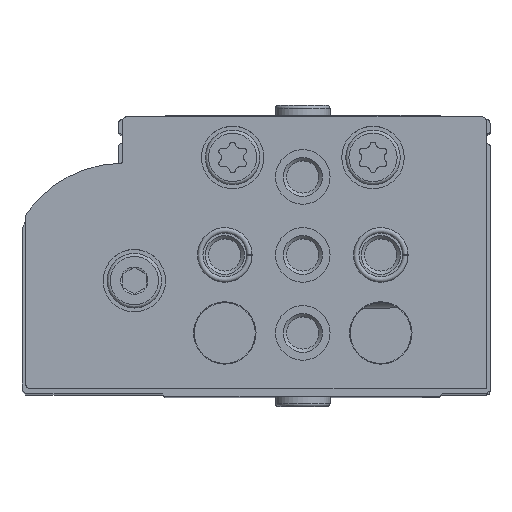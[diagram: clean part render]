
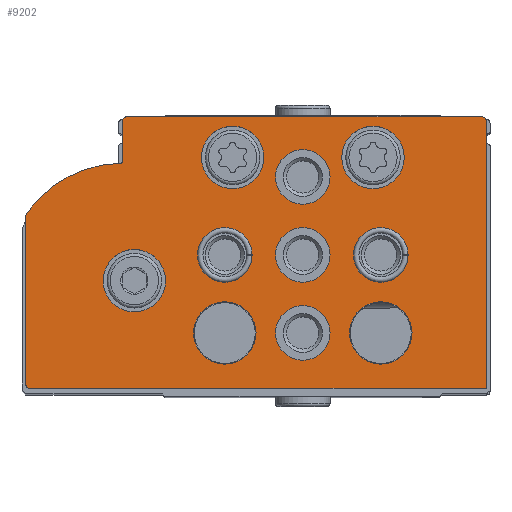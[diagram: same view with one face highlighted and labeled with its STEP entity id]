
A CAD part, top view. The second image highlights one B-rep face of the part: STEP entity #9202.
In plain terms, the highlighted face is planar.
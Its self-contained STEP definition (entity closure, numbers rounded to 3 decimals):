
#916=LINE('',#15576,#1582);
#918=LINE('',#15580,#1584);
#921=LINE('',#15588,#1587);
#926=LINE('',#15604,#1592);
#929=LINE('',#15612,#1595);
#1582=VECTOR('',#12590,1000.);
#1584=VECTOR('',#12594,1000.);
#1587=VECTOR('',#12603,1000.);
#1592=VECTOR('',#12622,1000.);
#1595=VECTOR('',#12631,1000.);
#3416=ORIENTED_EDGE('',*,*,#5096,.T.);
#3417=ORIENTED_EDGE('',*,*,#5097,.T.);
#3418=ORIENTED_EDGE('',*,*,#5098,.T.);
#3419=ORIENTED_EDGE('',*,*,#5099,.T.);
#3420=ORIENTED_EDGE('',*,*,#5100,.T.);
#3421=ORIENTED_EDGE('',*,*,#5101,.T.);
#3422=ORIENTED_EDGE('',*,*,#5102,.T.);
#3423=ORIENTED_EDGE('',*,*,#5103,.T.);
#3424=ORIENTED_EDGE('',*,*,#5104,.T.);
#3425=ORIENTED_EDGE('',*,*,#5105,.T.);
#3426=ORIENTED_EDGE('',*,*,#5073,.F.);
#3427=ORIENTED_EDGE('',*,*,#5094,.F.);
#3428=ORIENTED_EDGE('',*,*,#5092,.F.);
#3429=ORIENTED_EDGE('',*,*,#5090,.F.);
#3430=ORIENTED_EDGE('',*,*,#5088,.T.);
#3431=ORIENTED_EDGE('',*,*,#5086,.F.);
#3432=ORIENTED_EDGE('',*,*,#5084,.F.);
#3433=ORIENTED_EDGE('',*,*,#5082,.F.);
#3434=ORIENTED_EDGE('',*,*,#5080,.F.);
#3435=ORIENTED_EDGE('',*,*,#5078,.F.);
#3436=ORIENTED_EDGE('',*,*,#5076,.F.);
#5073=EDGE_CURVE('',#6093,#6094,#6683,.T.);
#5076=EDGE_CURVE('',#6094,#6095,#916,.T.);
#5078=EDGE_CURVE('',#6095,#6096,#918,.T.);
#5080=EDGE_CURVE('',#6096,#6097,#6684,.T.);
#5082=EDGE_CURVE('',#6097,#6098,#921,.T.);
#5084=EDGE_CURVE('',#6098,#6099,#6685,.T.);
#5086=EDGE_CURVE('',#6099,#6100,#6686,.T.);
#5088=EDGE_CURVE('',#6101,#6100,#6687,.T.);
#5090=EDGE_CURVE('',#6101,#6102,#926,.T.);
#5092=EDGE_CURVE('',#6102,#6103,#6688,.T.);
#5094=EDGE_CURVE('',#6103,#6093,#929,.T.);
#5096=EDGE_CURVE('',#6104,#6104,#6689,.T.);
#5097=EDGE_CURVE('',#6105,#6105,#6690,.T.);
#5098=EDGE_CURVE('',#6106,#6106,#6691,.T.);
#5099=EDGE_CURVE('',#6107,#6107,#6692,.T.);
#5100=EDGE_CURVE('',#6108,#6108,#6693,.T.);
#5101=EDGE_CURVE('',#6109,#6109,#6694,.T.);
#5102=EDGE_CURVE('',#6110,#6110,#6695,.T.);
#5103=EDGE_CURVE('',#6111,#6111,#6696,.T.);
#5104=EDGE_CURVE('',#6112,#6112,#6697,.T.);
#5105=EDGE_CURVE('',#6113,#6113,#6698,.T.);
#6093=VERTEX_POINT('',#15571);
#6094=VERTEX_POINT('',#15572);
#6095=VERTEX_POINT('',#15577);
#6096=VERTEX_POINT('',#15581);
#6097=VERTEX_POINT('',#15585);
#6098=VERTEX_POINT('',#15589);
#6099=VERTEX_POINT('',#15593);
#6100=VERTEX_POINT('',#15597);
#6101=VERTEX_POINT('',#15601);
#6102=VERTEX_POINT('',#15605);
#6103=VERTEX_POINT('',#15609);
#6104=VERTEX_POINT('',#15616);
#6105=VERTEX_POINT('',#15618);
#6106=VERTEX_POINT('',#15620);
#6107=VERTEX_POINT('',#15622);
#6108=VERTEX_POINT('',#15624);
#6109=VERTEX_POINT('',#15626);
#6110=VERTEX_POINT('',#15628);
#6111=VERTEX_POINT('',#15630);
#6112=VERTEX_POINT('',#15632);
#6113=VERTEX_POINT('',#15634);
#6683=CIRCLE('',#10306,0.5);
#6684=CIRCLE('',#10310,0.5);
#6685=CIRCLE('',#10313,1.);
#6686=CIRCLE('',#10315,15.);
#6687=CIRCLE('',#10317,0.3);
#6688=CIRCLE('',#10320,0.5);
#6689=CIRCLE('',#10323,4.);
#6690=CIRCLE('',#10324,4.);
#6691=CIRCLE('',#10325,4.);
#6692=CIRCLE('',#10326,3.5);
#6693=CIRCLE('',#10327,3.5);
#6694=CIRCLE('',#10328,3.5);
#6695=CIRCLE('',#10329,3.5);
#6696=CIRCLE('',#10330,3.5);
#6697=CIRCLE('',#10331,4.);
#6698=CIRCLE('',#10332,4.);
#7392=EDGE_LOOP('',(#3416));
#7393=EDGE_LOOP('',(#3417));
#7394=EDGE_LOOP('',(#3418));
#7395=EDGE_LOOP('',(#3419));
#7396=EDGE_LOOP('',(#3420));
#7397=EDGE_LOOP('',(#3421));
#7398=EDGE_LOOP('',(#3422));
#7399=EDGE_LOOP('',(#3423));
#7400=EDGE_LOOP('',(#3424));
#7401=EDGE_LOOP('',(#3425));
#7402=EDGE_LOOP('',(#3426,#3427,#3428,#3429,#3430,#3431,#3432,#3433,#3434,
#3435,#3436));
#8242=FACE_BOUND('',#7392,.T.);
#8243=FACE_BOUND('',#7393,.T.);
#8244=FACE_BOUND('',#7394,.T.);
#8245=FACE_BOUND('',#7395,.T.);
#8246=FACE_BOUND('',#7396,.T.);
#8247=FACE_BOUND('',#7397,.T.);
#8248=FACE_BOUND('',#7398,.T.);
#8249=FACE_BOUND('',#7399,.T.);
#8250=FACE_BOUND('',#7400,.T.);
#8251=FACE_BOUND('',#7401,.T.);
#8252=FACE_BOUND('',#7402,.T.);
#8763=PLANE('',#10322);
#9202=ADVANCED_FACE('',(#8242,#8243,#8244,#8245,#8246,#8247,#8248,#8249,
#8250,#8251,#8252),#8763,.F.);
#10306=AXIS2_PLACEMENT_3D('',#15570,#12584,#12585);
#10310=AXIS2_PLACEMENT_3D('',#15584,#12598,#12599);
#10313=AXIS2_PLACEMENT_3D('',#15592,#12607,#12608);
#10315=AXIS2_PLACEMENT_3D('',#15596,#12612,#12613);
#10317=AXIS2_PLACEMENT_3D('',#15600,#12617,#12618);
#10320=AXIS2_PLACEMENT_3D('',#15608,#12626,#12627);
#10322=AXIS2_PLACEMENT_3D('',#15614,#12633,#12634);
#10323=AXIS2_PLACEMENT_3D('',#15615,#12635,#12636);
#10324=AXIS2_PLACEMENT_3D('',#15617,#12637,#12638);
#10325=AXIS2_PLACEMENT_3D('',#15619,#12639,#12640);
#10326=AXIS2_PLACEMENT_3D('',#15621,#12641,#12642);
#10327=AXIS2_PLACEMENT_3D('',#15623,#12643,#12644);
#10328=AXIS2_PLACEMENT_3D('',#15625,#12645,#12646);
#10329=AXIS2_PLACEMENT_3D('',#15627,#12647,#12648);
#10330=AXIS2_PLACEMENT_3D('',#15629,#12649,#12650);
#10331=AXIS2_PLACEMENT_3D('',#15631,#12651,#12652);
#10332=AXIS2_PLACEMENT_3D('',#15633,#12653,#12654);
#12584=DIRECTION('',(0.,0.,1.));
#12585=DIRECTION('',(1.,0.,0.));
#12590=DIRECTION('',(0.,-1.,0.));
#12594=DIRECTION('',(1.,0.,0.));
#12598=DIRECTION('',(0.,0.,1.));
#12599=DIRECTION('',(1.,0.,0.));
#12603=DIRECTION('',(0.,1.,0.));
#12607=DIRECTION('',(0.,0.,1.));
#12608=DIRECTION('',(1.,0.,0.));
#12612=DIRECTION('',(0.,0.,1.));
#12613=DIRECTION('',(1.,0.,0.));
#12617=DIRECTION('',(0.,0.,1.));
#12618=DIRECTION('',(1.,0.,0.));
#12622=DIRECTION('',(0.,1.,0.));
#12626=DIRECTION('',(0.,0.,1.));
#12627=DIRECTION('',(1.,0.,0.));
#12631=DIRECTION('',(-1.,0.,0.));
#12633=DIRECTION('',(0.,0.,1.));
#12634=DIRECTION('',(1.,0.,0.));
#12635=DIRECTION('',(0.,0.,1.));
#12636=DIRECTION('',(1.,0.,0.));
#12637=DIRECTION('',(0.,0.,1.));
#12638=DIRECTION('',(1.,0.,0.));
#12639=DIRECTION('',(0.,0.,1.));
#12640=DIRECTION('',(1.,0.,0.));
#12641=DIRECTION('',(0.,0.,1.));
#12642=DIRECTION('',(1.,0.,0.));
#12643=DIRECTION('',(0.,0.,1.));
#12644=DIRECTION('',(1.,0.,0.));
#12645=DIRECTION('',(0.,0.,1.));
#12646=DIRECTION('',(1.,0.,0.));
#12647=DIRECTION('',(0.,0.,1.));
#12648=DIRECTION('',(1.,0.,0.));
#12649=DIRECTION('',(0.,0.,1.));
#12650=DIRECTION('',(1.,0.,0.));
#12651=DIRECTION('',(0.,0.,1.));
#12652=DIRECTION('',(1.,0.,0.));
#12653=DIRECTION('',(0.,0.,1.));
#12654=DIRECTION('',(1.,0.,0.));
#15570=CARTESIAN_POINT('',(0.5,34.3,0.));
#15571=CARTESIAN_POINT('',(0.5,34.8,0.));
#15572=CARTESIAN_POINT('',(0.,34.3,0.));
#15576=CARTESIAN_POINT('',(0.,34.3,0.));
#15577=CARTESIAN_POINT('',(0.,0.,0.));
#15580=CARTESIAN_POINT('',(0.,0.,0.));
#15581=CARTESIAN_POINT('',(58.5,0.,0.));
#15584=CARTESIAN_POINT('',(58.5,0.5,0.));
#15585=CARTESIAN_POINT('',(59.,0.5,0.));
#15588=CARTESIAN_POINT('',(59.,0.5,0.));
#15589=CARTESIAN_POINT('',(59.,21.976,0.));
#15592=CARTESIAN_POINT('',(58.,21.976,0.));
#15593=CARTESIAN_POINT('',(58.814,22.557,0.));
#15596=CARTESIAN_POINT('',(46.6,13.85,0.));
#15597=CARTESIAN_POINT('',(46.894,28.847,0.));
#15600=CARTESIAN_POINT('',(46.9,29.147,0.));
#15601=CARTESIAN_POINT('',(46.6,29.147,0.));
#15604=CARTESIAN_POINT('',(46.6,29.147,0.));
#15605=CARTESIAN_POINT('',(46.6,34.3,0.));
#15608=CARTESIAN_POINT('',(46.1,34.3,0.));
#15609=CARTESIAN_POINT('',(46.1,34.8,0.));
#15612=CARTESIAN_POINT('',(46.1,34.8,0.));
#15614=CARTESIAN_POINT('',(0.5,34.3,0.));
#15615=CARTESIAN_POINT('',(45.1,13.8,0.));
#15616=CARTESIAN_POINT('',(49.1,13.8,0.));
#15617=CARTESIAN_POINT('',(32.5,29.6,0.));
#15618=CARTESIAN_POINT('',(36.5,29.6,0.));
#15619=CARTESIAN_POINT('',(14.5,29.6,0.));
#15620=CARTESIAN_POINT('',(18.5,29.6,0.));
#15621=CARTESIAN_POINT('',(23.5,27.1,0.));
#15622=CARTESIAN_POINT('',(27.,27.1,0.));
#15623=CARTESIAN_POINT('',(33.5,17.1,0.));
#15624=CARTESIAN_POINT('',(37.,17.1,0.));
#15625=CARTESIAN_POINT('',(23.5,17.1,0.));
#15626=CARTESIAN_POINT('',(27.,17.1,0.));
#15627=CARTESIAN_POINT('',(13.5,17.1,0.));
#15628=CARTESIAN_POINT('',(17.,17.1,0.));
#15629=CARTESIAN_POINT('',(23.5,7.1,0.));
#15630=CARTESIAN_POINT('',(27.,7.1,0.));
#15631=CARTESIAN_POINT('',(33.5,7.1,0.));
#15632=CARTESIAN_POINT('',(37.5,7.1,0.));
#15633=CARTESIAN_POINT('',(13.5,7.1,0.));
#15634=CARTESIAN_POINT('',(17.5,7.1,0.));
